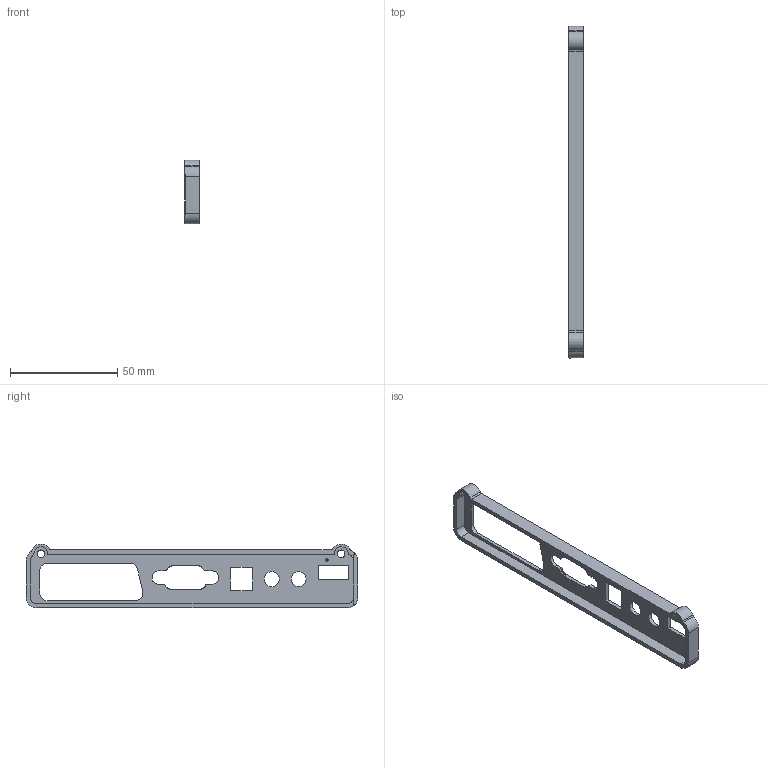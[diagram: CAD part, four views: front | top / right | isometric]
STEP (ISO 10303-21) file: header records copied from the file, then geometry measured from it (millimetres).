
FILE_DESCRIPTION(/* description */ (''),/* implementation_level */ '2;1');
FILE_NAME(/* name */ 'XM-PRO v1.2 - PLASTIC - SCART side support.step',/* time_stamp */ '2023-04-12T00:00:31+02:00',/* author */ (''),/* organization */ (''),/* preprocessor_version */ 'ST-DEVELOPER v19.2',/* originating_system */ 'Autodesk Translation Framework v12.4.0.73',/* authorisation */ '');
FILE_SCHEMA (('AUTOMOTIVE_DESIGN { 1 0 10303 214 3 1 1 }'));
Length unit declared in the file: millimetre
Products named in the file (1): XM-PRO v1.2 - PLASTIC - SCART side support
Bounding box: 6.75 x 154.75 x 29.73 mm (x, y, z)
Volume: 8066.9 mm3; surface area: 10405.4 mm2
Topology: 1 solids, 1 shells, 135 faces, 399 edges, 266 vertices
Faces by surface type: plane 89, cylinder 46
Full cylindrical faces by diameter (mm): 3.5 x2, 7 x2
Entity records: 4590 total; most frequent: CARTESIAN_POINT 819, ORIENTED_EDGE 798, DIRECTION 758, EDGE_CURVE 399, LINE 304, VECTOR 304, VERTEX_POINT 266, AXIS2_PLACEMENT_3D 227
